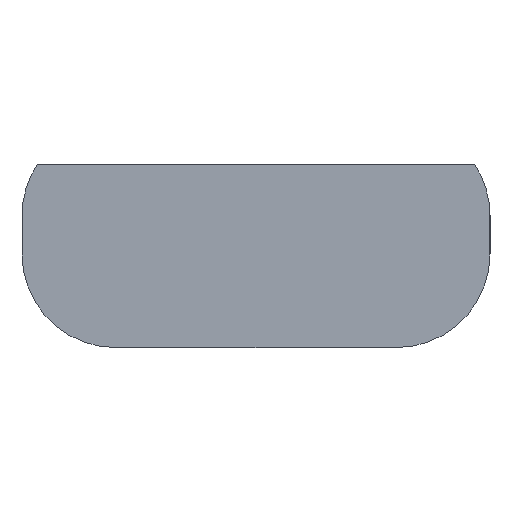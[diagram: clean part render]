
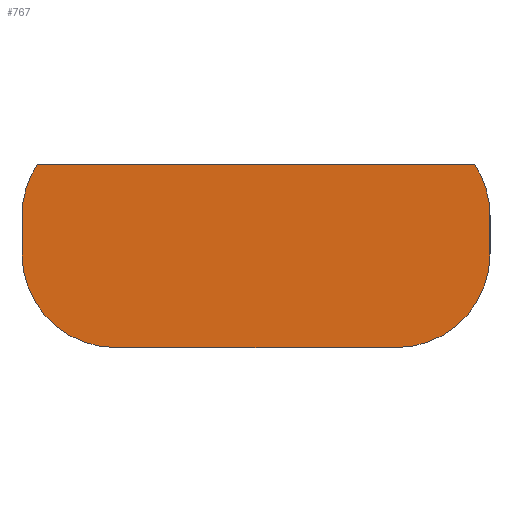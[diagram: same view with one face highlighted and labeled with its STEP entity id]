
A CAD part, front view. The second image highlights one B-rep face of the part: STEP entity #767.
In plain terms, the highlighted planar face has unit normal (0, -1, 0).
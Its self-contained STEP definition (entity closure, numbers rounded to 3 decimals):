
#404 = EDGE_CURVE('',#405,#407,#409,.T.);
#405 = VERTEX_POINT('',#406);
#406 = CARTESIAN_POINT('',(-20.141,74.8,6.2));
#407 = VERTEX_POINT('',#408);
#408 = CARTESIAN_POINT('',(-20.5,74.8,
    4.995));
#409 = CIRCLE('',#410,2.2);
#410 = AXIS2_PLACEMENT_3D('',#411,#412,#413);
#411 = CARTESIAN_POINT('',(-18.3,74.8,4.995));
#412 = DIRECTION('',(0.,-1.,0.));
#413 = DIRECTION('',(1.,0.,0.));
#437 = VERTEX_POINT('',#438);
#438 = CARTESIAN_POINT('',(-20.5,74.8,
    4.095));
#446 = EDGE_CURVE('',#437,#407,#447,.T.);
#447 = LINE('',#448,#449);
#448 = CARTESIAN_POINT('',(-20.5,74.8,
    4.095));
#449 = VECTOR('',#450,1.);
#450 = DIRECTION('',(0.,0.,1.));
#463 = VERTEX_POINT('',#464);
#464 = CARTESIAN_POINT('',(-18.3,74.8,1.895)
  );
#470 = EDGE_CURVE('',#437,#463,#471,.T.);
#471 = CIRCLE('',#472,2.2);
#472 = AXIS2_PLACEMENT_3D('',#473,#474,#475);
#473 = CARTESIAN_POINT('',(-18.3,74.8,4.095));
#474 = DIRECTION('',(0.,-1.,0.));
#475 = DIRECTION('',(1.,0.,0.));
#486 = VERTEX_POINT('',#487);
#487 = CARTESIAN_POINT('',(-11.7,74.8,1.895)
  );
#495 = EDGE_CURVE('',#486,#463,#496,.T.);
#496 = LINE('',#497,#498);
#497 = CARTESIAN_POINT('',(-11.7,74.8,1.895)
  );
#498 = VECTOR('',#499,1.);
#499 = DIRECTION('',(-1.,0.,0.));
#512 = VERTEX_POINT('',#513);
#513 = CARTESIAN_POINT('',(-9.5,74.8,4.095));
#519 = EDGE_CURVE('',#486,#512,#520,.T.);
#520 = CIRCLE('',#521,2.2);
#521 = AXIS2_PLACEMENT_3D('',#522,#523,#524);
#522 = CARTESIAN_POINT('',(-11.7,74.8,4.095));
#523 = DIRECTION('',(0.,-1.,0.));
#524 = DIRECTION('',(1.,0.,0.));
#535 = VERTEX_POINT('',#536);
#536 = CARTESIAN_POINT('',(-9.5,74.8,4.995));
#544 = EDGE_CURVE('',#535,#512,#545,.T.);
#545 = LINE('',#546,#547);
#546 = CARTESIAN_POINT('',(-9.5,74.8,4.995));
#547 = VECTOR('',#548,1.);
#548 = DIRECTION('',(0.,0.,-1.));
#558 = EDGE_CURVE('',#535,#559,#561,.T.);
#559 = VERTEX_POINT('',#560);
#560 = CARTESIAN_POINT('',(-9.859,74.8,6.2));
#561 = CIRCLE('',#562,2.2);
#562 = AXIS2_PLACEMENT_3D('',#563,#564,#565);
#563 = CARTESIAN_POINT('',(-11.7,74.8,4.995));
#564 = DIRECTION('',(0.,-1.,0.));
#565 = DIRECTION('',(1.,0.,0.));
#583 = EDGE_CURVE('',#405,#559,#584,.T.);
#584 = LINE('',#585,#586);
#585 = CARTESIAN_POINT('',(-20.5,74.8,6.2));
#586 = VECTOR('',#587,1.);
#587 = DIRECTION('',(1.,0.,0.));
#767 = ADVANCED_FACE('',(#768),#778,.F.);
#768 = FACE_BOUND('',#769,.F.);
#769 = EDGE_LOOP('',(#770,#771,#772,#773,#774,#775,#776,#777));
#770 = ORIENTED_EDGE('',*,*,#404,.F.);
#771 = ORIENTED_EDGE('',*,*,#583,.T.);
#772 = ORIENTED_EDGE('',*,*,#558,.F.);
#773 = ORIENTED_EDGE('',*,*,#544,.T.);
#774 = ORIENTED_EDGE('',*,*,#519,.F.);
#775 = ORIENTED_EDGE('',*,*,#495,.T.);
#776 = ORIENTED_EDGE('',*,*,#470,.F.);
#777 = ORIENTED_EDGE('',*,*,#446,.T.);
#778 = PLANE('',#779);
#779 = AXIS2_PLACEMENT_3D('',#780,#781,#782);
#780 = CARTESIAN_POINT('',(-15.,74.8,4.545
    ));
#781 = DIRECTION('',(0.,1.,0.));
#782 = DIRECTION('',(1.,0.,0.));
